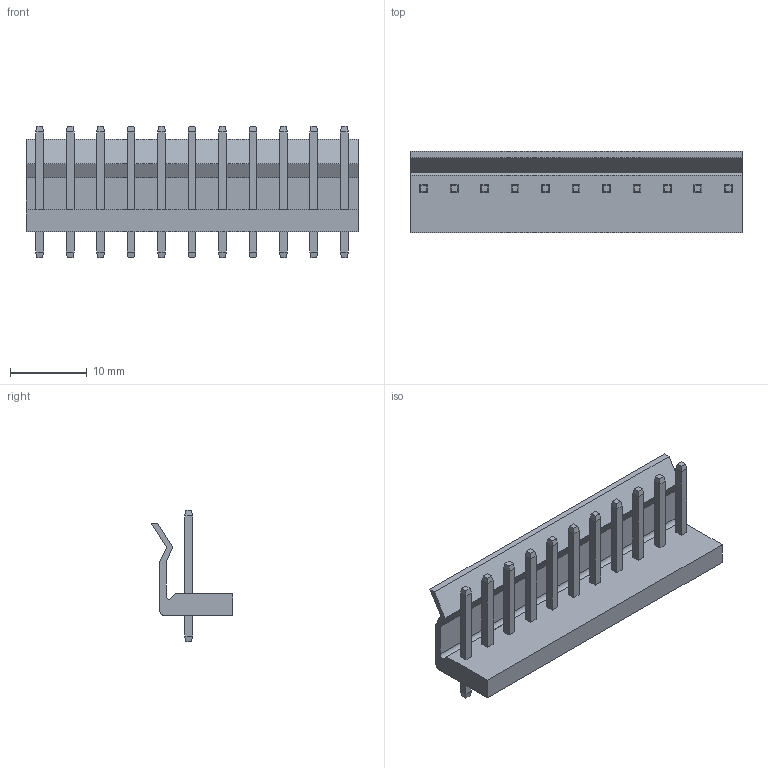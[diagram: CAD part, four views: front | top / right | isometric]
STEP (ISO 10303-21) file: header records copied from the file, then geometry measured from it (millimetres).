
FILE_DESCRIPTION(/* description */ ('Unknown'),/* implementation_level */ '2;1');
FILE_NAME(/* name */ 'JST - CH - Thru (V) - 11Pin - 3.96mm',/* time_stamp */ '2018-11-28T20:54:20-05:00',/* author */ ('Unknown'),/* organization */ ('Unknown'),/* preprocessor_version */ 'ST-DEVELOPER v16.7',/* originating_system */ 'DEX',/* authorisation */ $);
FILE_SCHEMA (('AUTOMOTIVE_DESIGN {1 0 10303 214 3 1 1}'));
Length unit declared in the file: millimetre
Products named in the file (1): JST - CH - Thru (V) - 11Pin - 3.96mm
Bounding box: 43.16 x 10.57 x 17.09 mm (x, y, z)
Volume: 1593.9 mm3; surface area: 2669.6 mm2
Topology: 1 solids, 21 shells, 441 faces, 1010 edges, 644 vertices
Faces by surface type: plane 399, bspline 40, cylinder 2
Entity records: 16582 total; most frequent: CARTESIAN_POINT 4206, ORIENTED_EDGE 2012, DIRECTION 1548, EDGE_CURVE 1006, LINE 736, VECTOR 736, VERTEX_POINT 644, EDGE_LOOP 490
